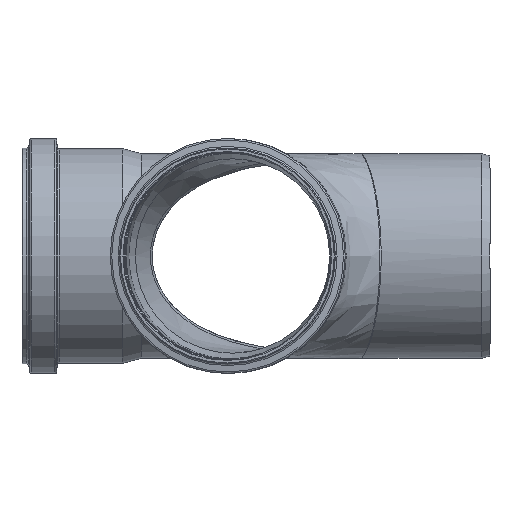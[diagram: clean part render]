
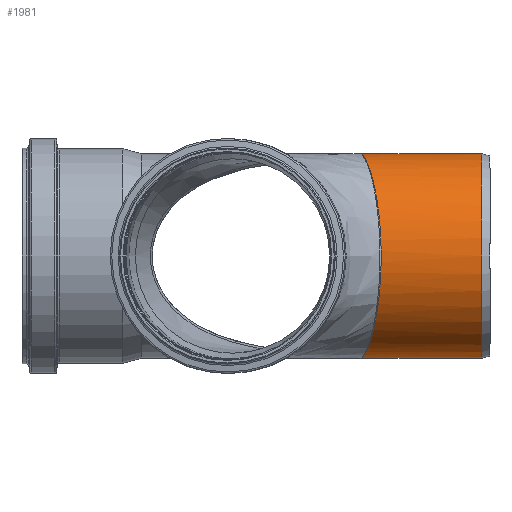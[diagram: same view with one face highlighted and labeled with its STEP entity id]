
A CAD part, left-side view. The second image highlights one B-rep face of the part: STEP entity #1981.
In plain terms, the highlighted cylindrical face has radius 55.1 mm (diameter 110.2 mm), a full revolution.
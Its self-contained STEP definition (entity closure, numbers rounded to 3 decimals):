
#15=ELLIPSE('',#2118,74.102,55.1);
#16=ELLIPSE('',#2120,74.102,55.1);
#17=ELLIPSE('',#2226,74.102,55.1);
#18=ELLIPSE('',#2230,74.102,55.1);
#111=LINE('',#4544,#157);
#157=VECTOR('',#2785,55.1);
#192=CYLINDRICAL_SURFACE('',#2227,55.1);
#340=CIRCLE('',#2228,55.1);
#341=CIRCLE('',#2229,55.1);
#518=FACE_OUTER_BOUND('',#616,.T.);
#616=EDGE_LOOP('',(#1624,#1625,#1626,#1627,#1628,#1629,#1630,#1631,#1632,
#1633,#1634));
#665=B_SPLINE_CURVE_WITH_KNOTS('',3,(#3223,#3224,#3225,#3226,#3227,#3228,
#3229,#3230,#3231,#3232,#3233,#3234,#3235,#3236,#3237,#3238),
 .UNSPECIFIED.,.F.,.F.,(4,1,1,1,1,1,1,1,1,1,1,1,1,4),(-17.045,
-16.743,-16.439,-15.83,-14.612,
-12.177,-9.742,-7.306,-4.871,
-2.435,-1.218,-0.609,-0.304,
-0.003),.UNSPECIFIED.);
#672=B_SPLINE_CURVE_WITH_KNOTS('',3,(#3410,#3411,#3412,#3413,#3414,#3415,
#3416,#3417,#3418,#3419),.UNSPECIFIED.,.F.,.F.,(4,1,1,1,1,1,1,4),(-17.045,
-16.743,-16.439,-15.83,-14.612,
-12.177,-9.742,-8.524),.UNSPECIFIED.);
#673=B_SPLINE_CURVE_WITH_KNOTS('',3,(#3420,#3421,#3422,#3423,#3424,#3425,
#3426,#3427,#3428,#3429),.UNSPECIFIED.,.F.,.F.,(4,1,1,1,1,1,1,4),(-8.524,
-7.306,-4.871,-2.435,-1.218,
-0.609,-0.304,-0.003),
 .UNSPECIFIED.);
#688=VERTEX_POINT('',#3191);
#691=VERTEX_POINT('',#3216);
#698=VERTEX_POINT('',#3377);
#701=VERTEX_POINT('',#3402);
#702=VERTEX_POINT('',#3409);
#755=VERTEX_POINT('',#4321);
#756=VERTEX_POINT('',#4325);
#825=VERTEX_POINT('',#4543);
#826=VERTEX_POINT('',#4545);
#931=EDGE_CURVE('',#691,#688,#665,.T.);
#943=EDGE_CURVE('',#701,#702,#672,.T.);
#944=EDGE_CURVE('',#702,#698,#673,.T.);
#1023=EDGE_CURVE('',#755,#698,#15,.T.);
#1025=EDGE_CURVE('',#701,#756,#16,.T.);
#1118=EDGE_CURVE('',#691,#755,#17,.T.);
#1119=EDGE_CURVE('',#702,#825,#111,.T.);
#1120=EDGE_CURVE('',#825,#826,#340,.T.);
#1121=EDGE_CURVE('',#826,#825,#341,.T.);
#1122=EDGE_CURVE('',#756,#688,#18,.T.);
#1624=ORIENTED_EDGE('',*,*,#1118,.T.);
#1625=ORIENTED_EDGE('',*,*,#1023,.T.);
#1626=ORIENTED_EDGE('',*,*,#944,.F.);
#1627=ORIENTED_EDGE('',*,*,#1119,.T.);
#1628=ORIENTED_EDGE('',*,*,#1120,.T.);
#1629=ORIENTED_EDGE('',*,*,#1121,.T.);
#1630=ORIENTED_EDGE('',*,*,#1119,.F.);
#1631=ORIENTED_EDGE('',*,*,#943,.F.);
#1632=ORIENTED_EDGE('',*,*,#1025,.T.);
#1633=ORIENTED_EDGE('',*,*,#1122,.T.);
#1634=ORIENTED_EDGE('',*,*,#931,.F.);
#1981=ADVANCED_FACE('',(#518),#192,.T.);
#2118=AXIS2_PLACEMENT_3D('',#4323,#2551,#2552);
#2120=AXIS2_PLACEMENT_3D('',#4327,#2556,#2557);
#2226=AXIS2_PLACEMENT_3D('',#4541,#2781,#2782);
#2227=AXIS2_PLACEMENT_3D('',#4542,#2783,#2784);
#2228=AXIS2_PLACEMENT_3D('',#4546,#2786,#2787);
#2229=AXIS2_PLACEMENT_3D('',#4547,#2788,#2789);
#2230=AXIS2_PLACEMENT_3D('',#4548,#2790,#2791);
#2551=DIRECTION('center_axis',(-0.669,-0.744,0.));
#2552=DIRECTION('ref_axis',(-0.744,0.669,0.));
#2556=DIRECTION('center_axis',(-0.669,-0.744,0.));
#2557=DIRECTION('ref_axis',(-0.744,0.669,0.));
#2781=DIRECTION('center_axis',(0.669,-0.744,0.));
#2782=DIRECTION('ref_axis',(-0.744,-0.669,0.));
#2783=DIRECTION('center_axis',(0.,1.,0.));
#2784=DIRECTION('ref_axis',(-1.,0.,0.));
#2785=DIRECTION('',(0.,-1.,0.));
#2786=DIRECTION('center_axis',(0.,1.,0.));
#2787=DIRECTION('ref_axis',(1.,0.,0.));
#2788=DIRECTION('center_axis',(0.,1.,0.));
#2789=DIRECTION('ref_axis',(1.,0.,0.));
#2790=DIRECTION('center_axis',(0.669,-0.744,0.));
#2791=DIRECTION('ref_axis',(-0.744,-0.669,0.));
#3191=CARTESIAN_POINT('',(-3.624,68.289,54.981));
#3216=CARTESIAN_POINT('',(-3.624,68.289,-54.981));
#3223=CARTESIAN_POINT('Ctrl Pts',(-3.624,68.289,-54.981));
#3224=CARTESIAN_POINT('Ctrl Pts',(-4.563,68.593,-54.919));
#3225=CARTESIAN_POINT('Ctrl Pts',(-6.551,68.74,-54.736));
#3226=CARTESIAN_POINT('Ctrl Pts',(-10.472,68.436,-54.159));
#3227=CARTESIAN_POINT('Ctrl Pts',(-17.209,67.339,-52.601));
#3228=CARTESIAN_POINT('Ctrl Pts',(-29.973,64.711,-47.399));
#3229=CARTESIAN_POINT('Ctrl Pts',(-45.253,61.135,-34.372));
#3230=CARTESIAN_POINT('Ctrl Pts',(-55.522,58.528,-12.267));
#3231=CARTESIAN_POINT('Ctrl Pts',(-55.526,58.526,12.267));
#3232=CARTESIAN_POINT('Ctrl Pts',(-45.251,61.135,34.37));
#3233=CARTESIAN_POINT('Ctrl Pts',(-29.974,64.71,47.399));
#3234=CARTESIAN_POINT('Ctrl Pts',(-17.209,67.339,52.601));
#3235=CARTESIAN_POINT('Ctrl Pts',(-10.474,68.435,54.159));
#3236=CARTESIAN_POINT('Ctrl Pts',(-6.55,68.74,54.736));
#3237=CARTESIAN_POINT('Ctrl Pts',(-4.563,68.593,54.919));
#3238=CARTESIAN_POINT('Ctrl Pts',(-3.624,68.289,54.981));
#3377=CARTESIAN_POINT('',(3.624,68.289,-54.981));
#3402=CARTESIAN_POINT('',(3.624,68.289,54.981));
#3409=CARTESIAN_POINT('',(55.1,58.633,0.));
#3410=CARTESIAN_POINT('Ctrl Pts',(3.624,68.289,54.981));
#3411=CARTESIAN_POINT('Ctrl Pts',(4.563,68.593,54.919));
#3412=CARTESIAN_POINT('Ctrl Pts',(6.551,68.74,54.736));
#3413=CARTESIAN_POINT('Ctrl Pts',(10.472,68.436,54.159));
#3414=CARTESIAN_POINT('Ctrl Pts',(17.209,67.339,52.601));
#3415=CARTESIAN_POINT('Ctrl Pts',(29.973,64.711,47.399));
#3416=CARTESIAN_POINT('Ctrl Pts',(45.251,61.135,34.37));
#3417=CARTESIAN_POINT('Ctrl Pts',(53.813,58.961,15.951));
#3418=CARTESIAN_POINT('Ctrl Pts',(55.096,58.636,3.988));
#3419=CARTESIAN_POINT('Ctrl Pts',(55.096,58.636,0.));
#3420=CARTESIAN_POINT('Ctrl Pts',(55.096,58.636,0.));
#3421=CARTESIAN_POINT('Ctrl Pts',(55.095,58.636,-3.987));
#3422=CARTESIAN_POINT('Ctrl Pts',(53.811,58.962,-15.951));
#3423=CARTESIAN_POINT('Ctrl Pts',(45.253,61.135,-34.372));
#3424=CARTESIAN_POINT('Ctrl Pts',(29.974,64.711,-47.398));
#3425=CARTESIAN_POINT('Ctrl Pts',(17.208,67.339,-52.601));
#3426=CARTESIAN_POINT('Ctrl Pts',(10.474,68.436,-54.159));
#3427=CARTESIAN_POINT('Ctrl Pts',(6.55,68.74,-54.736));
#3428=CARTESIAN_POINT('Ctrl Pts',(4.563,68.593,-54.919));
#3429=CARTESIAN_POINT('Ctrl Pts',(3.624,68.289,-54.981));
#4321=CARTESIAN_POINT('',(0.,71.548,-55.1));
#4323=CARTESIAN_POINT('Origin',(0.,71.548,0.));
#4325=CARTESIAN_POINT('',(0.,71.548,55.1));
#4327=CARTESIAN_POINT('Origin',(0.,71.548,0.));
#4541=CARTESIAN_POINT('Origin',(0.,71.548,
0.));
#4542=CARTESIAN_POINT('Origin',(0.,96.131,
0.));
#4543=CARTESIAN_POINT('',(55.1,4.5,0.));
#4544=CARTESIAN_POINT('',(55.1,96.131,0.));
#4545=CARTESIAN_POINT('',(-55.1,4.5,0.));
#4546=CARTESIAN_POINT('Origin',(0.,4.5,
0.));
#4547=CARTESIAN_POINT('Origin',(0.,4.5,
0.));
#4548=CARTESIAN_POINT('Origin',(0.,71.548,
0.));
